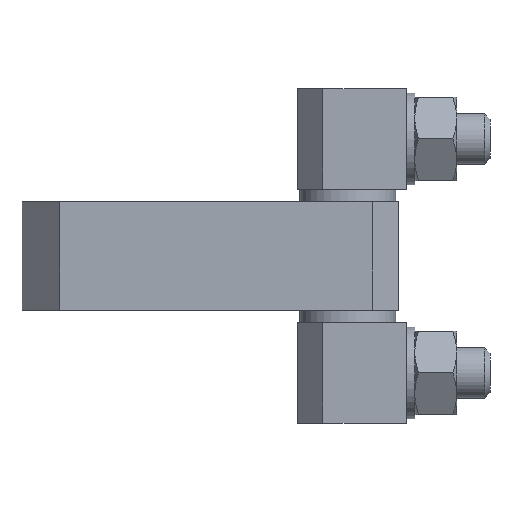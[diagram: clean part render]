
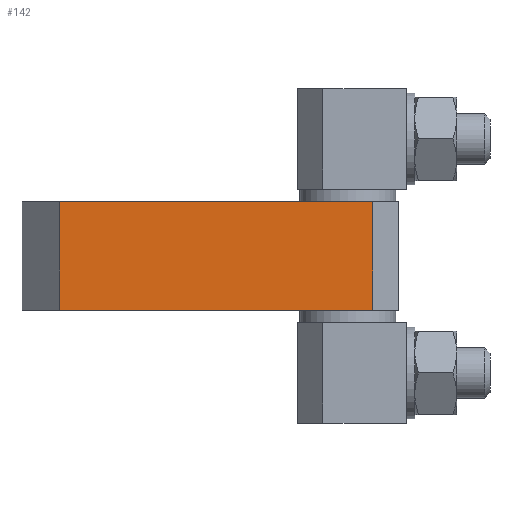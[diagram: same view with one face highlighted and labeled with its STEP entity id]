
A CAD part, top view. The second image highlights one B-rep face of the part: STEP entity #142.
In plain terms, the highlighted planar face has unit normal (0, 0, 1).
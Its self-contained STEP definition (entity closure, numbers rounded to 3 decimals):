
#142 = ADVANCED_FACE( '', ( #343 ), #344, .F. );
#343 = FACE_OUTER_BOUND( '', #611, .T. );
#344 = PLANE( '', #612 );
#611 = EDGE_LOOP( '', ( #971, #972, #973, #974 ) );
#612 = AXIS2_PLACEMENT_3D( '', #975, #976, #977 );
#971 = ORIENTED_EDGE( '', *, *, #1553, .T. );
#972 = ORIENTED_EDGE( '', *, *, #1554, .F. );
#973 = ORIENTED_EDGE( '', *, *, #1555, .F. );
#974 = ORIENTED_EDGE( '', *, *, #1556, .T. );
#975 = CARTESIAN_POINT( '', ( -34.5, 6.5, 6. ) );
#976 = DIRECTION( '', ( 0., 0., -1. ) );
#977 = DIRECTION( '', ( -1., 0., 0. ) );
#1553 = EDGE_CURVE( '', #1861, #1862, #1863, .T. );
#1554 = EDGE_CURVE( '', #1864, #1862, #1865, .T. );
#1555 = EDGE_CURVE( '', #1866, #1864, #1867, .T. );
#1556 = EDGE_CURVE( '', #1866, #1861, #1868, .T. );
#1861 = VERTEX_POINT( '', #2356 );
#1862 = VERTEX_POINT( '', #2357 );
#1863 = LINE( '', #2358, #2359 );
#1864 = VERTEX_POINT( '', #2360 );
#1865 = LINE( '', #2361, #2362 );
#1866 = VERTEX_POINT( '', #2363 );
#1867 = LINE( '', #2364, #2365 );
#1868 = LINE( '', #2366, #2367 );
#2356 = CARTESIAN_POINT( '', ( -34.5, -6.5, 6. ) );
#2357 = CARTESIAN_POINT( '', ( 3., -6.5, 6. ) );
#2358 = CARTESIAN_POINT( '', ( -34.5, -6.5, 6. ) );
#2359 = VECTOR( '', #2806, 1000. );
#2360 = CARTESIAN_POINT( '', ( 3., 6.5, 6. ) );
#2361 = CARTESIAN_POINT( '', ( 3., 6.5, 6. ) );
#2362 = VECTOR( '', #2807, 1000. );
#2363 = CARTESIAN_POINT( '', ( -34.5, 6.5, 6. ) );
#2364 = CARTESIAN_POINT( '', ( -34.5, 6.5, 6. ) );
#2365 = VECTOR( '', #2808, 1000. );
#2366 = CARTESIAN_POINT( '', ( -34.5, 6.5, 6. ) );
#2367 = VECTOR( '', #2809, 1000. );
#2806 = DIRECTION( '', ( 1., 0., 0. ) );
#2807 = DIRECTION( '', ( 0., -1., 0. ) );
#2808 = DIRECTION( '', ( 1., 0., 0. ) );
#2809 = DIRECTION( '', ( 0., -1., 0. ) );
